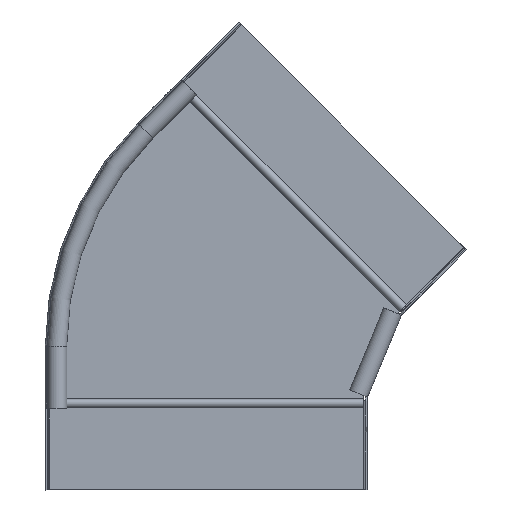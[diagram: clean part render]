
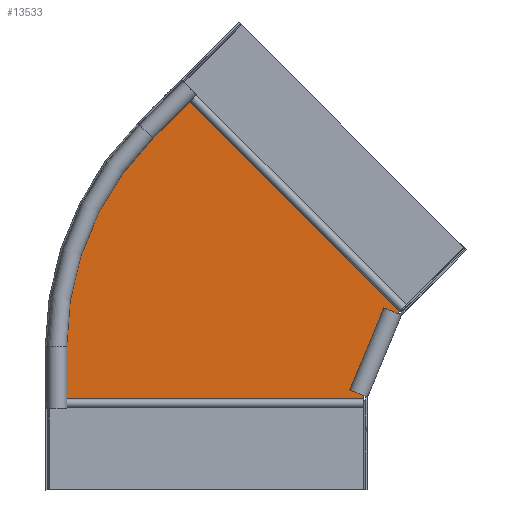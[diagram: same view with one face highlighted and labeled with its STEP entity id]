
A CAD part, top view. The second image highlights one B-rep face of the part: STEP entity #13533.
In plain terms, the highlighted planar face has unit normal (0, 0, 1).
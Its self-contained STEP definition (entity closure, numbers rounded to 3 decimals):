
#13057=DIRECTION('',(0.383,0.924,0.));
#13058=VECTOR('',#13057,57.822);
#13059=CARTESIAN_POINT('',(0.,58.485,0.));
#13060=LINE('',#13059,#13058);
#13061=CARTESIAN_POINT('',(-1.501,90.4,0.));
#13062=DIRECTION('',(0.,0.,1.));
#13063=DIRECTION('',(-0.707,0.707,0.));
#13064=AXIS2_PLACEMENT_3D('',#13061,#13062,#13063);
#13066=DIRECTION('',(-0.707,-0.707,0.));
#13067=VECTOR('',#13066,33.072);
#13068=CARTESIAN_POINT('',(-117.415,253.085,
0.));
#13069=LINE('',#13068,#13067);
#13070=DIRECTION('',(-0.707,0.707,0.));
#13071=VECTOR('',#13070,198.5);
#13072=CARTESIAN_POINT('',(22.946,112.724,
0.));
#13073=LINE('',#13072,#13071);
#13074=DIRECTION('',(0.707,0.707,0.));
#13075=VECTOR('',#13074,1.157);
#13076=CARTESIAN_POINT('',(22.128,111.906,0.));
#13077=LINE('',#13076,#13075);
#13101=DIRECTION('',(0.,-1.,0.));
#13102=VECTOR('',#13101,1.157);
#13103=CARTESIAN_POINT('',(0.,58.485,0.));
#13104=LINE('',#13103,#13102);
#13179=DIRECTION('',(0.,1.,0.));
#13180=VECTOR('',#13179,33.072);
#13181=CARTESIAN_POINT('',(-198.5,57.328,0.));
#13182=LINE('',#13181,#13180);
#13202=DIRECTION('',(-1.,0.,0.));
#13203=VECTOR('',#13202,198.5);
#13204=CARTESIAN_POINT('',(0.,57.328,0.));
#13205=LINE('',#13204,#13203);
#13266=CARTESIAN_POINT('',(0.,58.485,0.));
#13267=VERTEX_POINT('',#13266);
#13268=CARTESIAN_POINT('',(0.,57.328,0.));
#13269=VERTEX_POINT('',#13268);
#13279=CARTESIAN_POINT('',(-198.5,90.4,0.));
#13281=VERTEX_POINT('',#13279);
#13282=CARTESIAN_POINT('',(-198.5,57.328,0.));
#13283=VERTEX_POINT('',#13282);
#13290=CARTESIAN_POINT('',(-140.8,229.7,0.));
#13291=VERTEX_POINT('',#13290);
#13292=CARTESIAN_POINT('',(22.946,112.724,
0.));
#13293=CARTESIAN_POINT('',(-117.415,253.085,
0.));
#13294=VERTEX_POINT('',#13292);
#13295=VERTEX_POINT('',#13293);
#13296=CARTESIAN_POINT('',(22.128,111.906,0.));
#13297=VERTEX_POINT('',#13296);
#13513=CARTESIAN_POINT('',(-1.501,90.4,0.));
#13514=DIRECTION('',(0.,0.,-1.));
#13515=DIRECTION('',(-1.,0.,0.));
#13516=AXIS2_PLACEMENT_3D('',#13513,#13514,#13515);
#13517=PLANE('',#13516);
#13519=ORIENTED_EDGE('',*,*,#13518,.F.);
#13521=ORIENTED_EDGE('',*,*,#13520,.T.);
#13523=ORIENTED_EDGE('',*,*,#13522,.T.);
#13525=ORIENTED_EDGE('',*,*,#13524,.T.);
#13526=ORIENTED_EDGE('',*,*,#13504,.F.);
#13527=ORIENTED_EDGE('',*,*,#13417,.F.);
#13529=ORIENTED_EDGE('',*,*,#13528,.F.);
#13530=ORIENTED_EDGE('',*,*,#13373,.F.);
#13531=EDGE_LOOP('',(#13519,#13521,#13523,#13525,#13526,#13527,#13529,#13530));
#13532=FACE_OUTER_BOUND('',#13531,.F.);
#13533=ADVANCED_FACE('',(#13532),#13517,.F.);
#13065=CIRCLE('',#13064,196.999);
#13373=EDGE_CURVE('',#13297,#13294,#13077,.T.);
#13417=EDGE_CURVE('',#13295,#13291,#13069,.T.);
#13504=EDGE_CURVE('',#13291,#13281,#13065,.T.);
#13518=EDGE_CURVE('',#13267,#13297,#13060,.T.);
#13520=EDGE_CURVE('',#13267,#13269,#13104,.T.);
#13522=EDGE_CURVE('',#13269,#13283,#13205,.T.);
#13524=EDGE_CURVE('',#13283,#13281,#13182,.T.);
#13528=EDGE_CURVE('',#13294,#13295,#13073,.T.);
